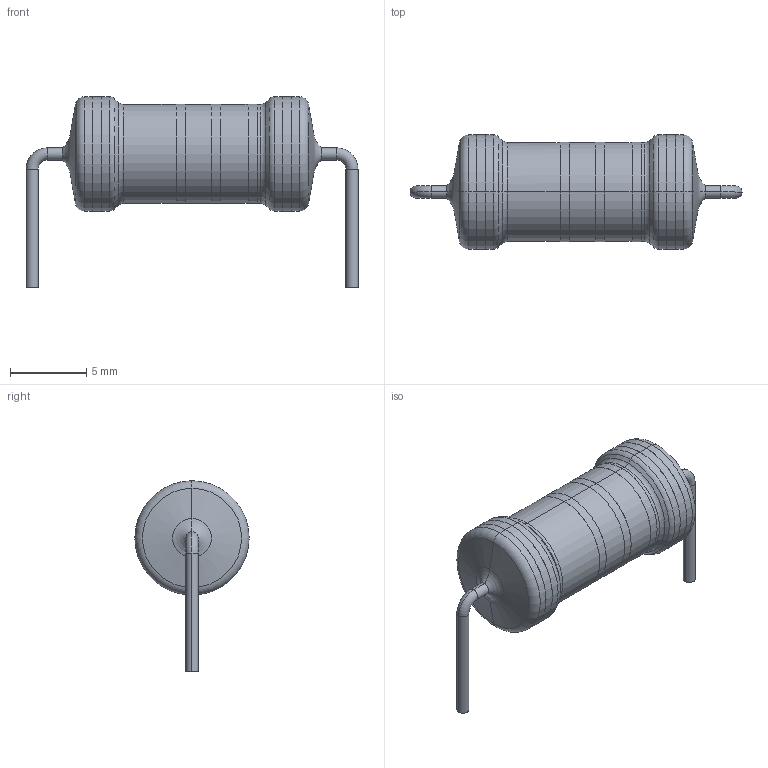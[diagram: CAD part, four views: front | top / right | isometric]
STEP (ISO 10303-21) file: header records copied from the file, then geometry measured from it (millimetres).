
FILE_DESCRIPTION (( 'STEP AP214' ), '1' );
FILE_NAME ('RES-TH_BD7.5-L17.0-P21.00-D0.8.step', '2022-07-28T09:19:45', ( '' ), ( '' ), 'SwSTEP 2.0', 'SolidWorks 2020', '' );
FILE_SCHEMA (( 'AUTOMOTIVE_DESIGN' ));
Length unit declared in the file: millimetre
Products named in the file (1): RES-TH_BD7.5-L17.0-P21.00-D0.8
Bounding box: 21.8 x 7.51 x 12.51 mm (x, y, z)
Volume: 588 mm3; surface area: 468.1 mm2
Topology: 1 solids, 1 shells, 297 faces, 761 edges, 494 vertices
Faces by surface type: plane 118, bspline 98, cylinder 53, torus 20, cone 8
Entity records: 13809 total; most frequent: CARTESIAN_POINT 4627, ORIENTED_EDGE 1522, DIRECTION 857, EDGE_CURVE 761, VERTEX_POINT 494, EDGE_LOOP 325, AXIS2_PLACEMENT_3D 306, ADVANCED_FACE 297
